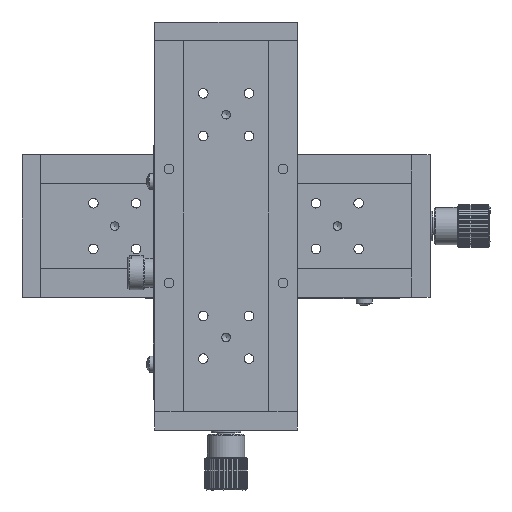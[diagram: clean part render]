
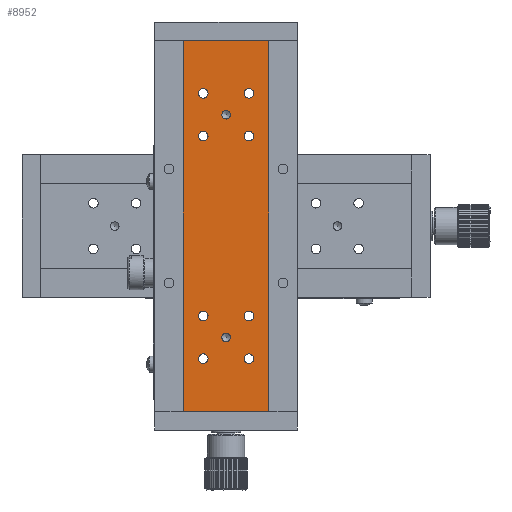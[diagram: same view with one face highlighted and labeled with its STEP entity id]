
A CAD part, front view. The second image highlights one B-rep face of the part: STEP entity #8952.
In plain terms, the highlighted planar face has unit normal (0, -1, 0).
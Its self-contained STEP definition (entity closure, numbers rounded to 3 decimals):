
#194 = AXIS2_PLACEMENT_3D ( 'NONE', #16534, #20816, #58189 ) ;
#894 = VERTEX_POINT ( 'NONE', #61236 ) ;
#2320 = CARTESIAN_POINT ( 'NONE',  ( 56.771, 58.036, -6.732 ) ) ;
#2710 = DIRECTION ( 'NONE',  ( 0., -1., 0. ) ) ;
#3111 = EDGE_LOOP ( 'NONE', ( #10135 ) ) ;
#5192 = CARTESIAN_POINT ( 'NONE',  ( 63.771, 58.036, -40.232 ) ) ;
#5276 = EDGE_LOOP ( 'NONE', ( #13723 ) ) ;
#6370 = CARTESIAN_POINT ( 'NONE',  ( 40.771, 58.036, 57.968 ) ) ;
#6467 = LINE ( 'NONE', #59433, #24513 ) ;
#6799 = EDGE_LOOP ( 'NONE', ( #9345 ) ) ;
#7469 = AXIS2_PLACEMENT_3D ( 'NONE', #69187, #69569, #15409 ) ;
#7752 = ORIENTED_EDGE ( 'NONE', *, *, #29926, .F. ) ;
#8005 = FACE_OUTER_BOUND ( 'NONE', #52628, .T. ) ;
#8952 = ADVANCED_FACE ( 'NONE', ( #8005, #24818, #55134, #38147, #32210, #48831, #56291, #24420, #48452, #42547, #31813 ), #55886, .F. ) ;
#9345 = ORIENTED_EDGE ( 'NONE', *, *, #51501, .F. ) ;
#10135 = ORIENTED_EDGE ( 'NONE', *, *, #11440, .F. ) ;
#10145 = DIRECTION ( 'NONE',  ( 0., -1., 0. ) ) ;
#10758 = DIRECTION ( 'NONE',  ( 0., -1., 0. ) ) ;
#10926 = CARTESIAN_POINT ( 'NONE',  ( 48.771, 58.036, -14.232 ) ) ;
#11158 = DIRECTION ( 'NONE',  ( 0., 0., -1. ) ) ;
#11440 = EDGE_CURVE ( 'NONE', #65632, #65632, #53146, .T. ) ;
#11486 = ORIENTED_EDGE ( 'NONE', *, *, #53048, .F. ) ;
#11531 = CIRCLE ( 'NONE', #44115, 1.7 ) ;
#11558 = DIRECTION ( 'NONE',  ( -1., 0., 0. ) ) ;
#11649 = VERTEX_POINT ( 'NONE', #40681 ) ;
#12197 = VERTEX_POINT ( 'NONE', #31675 ) ;
#13638 = CARTESIAN_POINT ( 'NONE',  ( 48.771, 58.036, -15.732 ) ) ;
#13723 = ORIENTED_EDGE ( 'NONE', *, *, #58519, .F. ) ;
#14597 = ORIENTED_EDGE ( 'NONE', *, *, #14935, .F. ) ;
#14718 = AXIS2_PLACEMENT_3D ( 'NONE', #63160, #33258, #14893 ) ;
#14893 = DIRECTION ( 'NONE',  ( 0., 0., 1. ) ) ;
#14935 = EDGE_CURVE ( 'NONE', #12197, #12197, #50245, .T. ) ;
#14974 = DIRECTION ( 'NONE',  ( 0., 0., 1. ) ) ;
#15409 = DIRECTION ( 'NONE',  ( -1., 0., 0. ) ) ;
#16168 = DIRECTION ( 'NONE',  ( 0., 0., 1. ) ) ;
#16534 = CARTESIAN_POINT ( 'NONE',  ( 40.771, 58.036, -21.732 ) ) ;
#16699 = EDGE_CURVE ( 'NONE', #67808, #63986, #77311, .T. ) ;
#17572 = EDGE_LOOP ( 'NONE', ( #42825 ) ) ;
#17618 = VERTEX_POINT ( 'NONE', #40775 ) ;
#17882 = CIRCLE ( 'NONE', #42938, 1.7 ) ;
#18877 = ORIENTED_EDGE ( 'NONE', *, *, #50951, .F. ) ;
#18987 = DIRECTION ( 'NONE',  ( 0., -1., 0. ) ) ;
#19009 = CARTESIAN_POINT ( 'NONE',  ( 40.771, 58.036, 56.268 ) ) ;
#19507 = VERTEX_POINT ( 'NONE', #13638 ) ;
#19696 = DIRECTION ( 'NONE',  ( 0., -1., 0. ) ) ;
#20251 = VERTEX_POINT ( 'NONE', #37925 ) ;
#20816 = DIRECTION ( 'NONE',  ( 0., -1., 0. ) ) ;
#20821 = DIRECTION ( 'NONE',  ( 0., -1., 0. ) ) ;
#21156 = EDGE_CURVE ( 'NONE', #76610, #63986, #39776, .T. ) ;
#23503 = DIRECTION ( 'NONE',  ( 1., 0., 0. ) ) ;
#23775 = ORIENTED_EDGE ( 'NONE', *, *, #21156, .F. ) ;
#24410 = CARTESIAN_POINT ( 'NONE',  ( 33.771, 58.036, -40.232 ) ) ;
#24420 = FACE_BOUND ( 'NONE', #5276, .T. ) ;
#24499 = CARTESIAN_POINT ( 'NONE',  ( 63.771, 58.036, 89.768 ) ) ;
#24513 = VECTOR ( 'NONE', #11558, 1000. ) ;
#24818 = FACE_BOUND ( 'NONE', #26906, .T. ) ;
#25242 = CARTESIAN_POINT ( 'NONE',  ( 56.771, 58.036, 72.968 ) ) ;
#26906 = EDGE_LOOP ( 'NONE', ( #35181 ) ) ;
#27526 = CIRCLE ( 'NONE', #55223, 1.7 ) ;
#28217 = CARTESIAN_POINT ( 'NONE',  ( 56.771, 58.036, 57.968 ) ) ;
#29692 = EDGE_CURVE ( 'NONE', #76610, #60709, #6467, .T. ) ;
#29926 = EDGE_CURVE ( 'NONE', #20251, #20251, #65969, .T. ) ;
#30531 = ORIENTED_EDGE ( 'NONE', *, *, #29692, .T. ) ;
#30657 = CARTESIAN_POINT ( 'NONE',  ( 40.771, 58.036, -6.732 ) ) ;
#31027 = LINE ( 'NONE', #24410, #35808 ) ;
#31130 = ORIENTED_EDGE ( 'NONE', *, *, #72328, .F. ) ;
#31675 = CARTESIAN_POINT ( 'NONE',  ( 56.771, 58.036, -5.032 ) ) ;
#31813 = FACE_BOUND ( 'NONE', #32741, .T. ) ;
#32210 = FACE_BOUND ( 'NONE', #17572, .T. ) ;
#32741 = EDGE_LOOP ( 'NONE', ( #31130 ) ) ;
#32769 = CARTESIAN_POINT ( 'NONE',  ( 33.771, 58.036, 89.768 ) ) ;
#33258 = DIRECTION ( 'NONE',  ( 0., -1., 0. ) ) ;
#35181 = ORIENTED_EDGE ( 'NONE', *, *, #64326, .F. ) ;
#35309 = DIRECTION ( 'NONE',  ( 0., 0., 1. ) ) ;
#35808 = VECTOR ( 'NONE', #49192, 1000. ) ;
#36120 = VERTEX_POINT ( 'NONE', #6370 ) ;
#36438 = CIRCLE ( 'NONE', #194, 1.7 ) ;
#37592 = EDGE_LOOP ( 'NONE', ( #7752 ) ) ;
#37925 = CARTESIAN_POINT ( 'NONE',  ( 56.771, 58.036, -20.032 ) ) ;
#38147 = FACE_BOUND ( 'NONE', #6799, .T. ) ;
#39009 = CARTESIAN_POINT ( 'NONE',  ( 48.771, 58.036, 63.768 ) ) ;
#39584 = EDGE_LOOP ( 'NONE', ( #14597 ) ) ;
#39776 = LINE ( 'NONE', #46104, #63107 ) ;
#40037 = ORIENTED_EDGE ( 'NONE', *, *, #16699, .T. ) ;
#40681 = CARTESIAN_POINT ( 'NONE',  ( 40.771, 58.036, -5.032 ) ) ;
#40775 = CARTESIAN_POINT ( 'NONE',  ( 40.771, 58.036, -20.032 ) ) ;
#41910 = EDGE_CURVE ( 'NONE', #55188, #55188, #27526, .T. ) ;
#42547 = FACE_BOUND ( 'NONE', #39584, .T. ) ;
#42825 = ORIENTED_EDGE ( 'NONE', *, *, #41910, .F. ) ;
#42938 = AXIS2_PLACEMENT_3D ( 'NONE', #51884, #75798, #16168 ) ;
#43530 = AXIS2_PLACEMENT_3D ( 'NONE', #30657, #18987, #47743 ) ;
#44115 = AXIS2_PLACEMENT_3D ( 'NONE', #19009, #20821, #14974 ) ;
#44856 = VECTOR ( 'NONE', #23503, 1000. ) ;
#46104 = CARTESIAN_POINT ( 'NONE',  ( 63.771, 58.036, -40.232 ) ) ;
#46282 = DIRECTION ( 'NONE',  ( 0., 0., -1. ) ) ;
#46520 = EDGE_LOOP ( 'NONE', ( #18877 ) ) ;
#46542 = AXIS2_PLACEMENT_3D ( 'NONE', #2320, #2710, #61916 ) ;
#47743 = DIRECTION ( 'NONE',  ( 0., 0., 1. ) ) ;
#48298 = CARTESIAN_POINT ( 'NONE',  ( 56.771, 58.036, 71.268 ) ) ;
#48452 = FACE_BOUND ( 'NONE', #37592, .T. ) ;
#48831 = FACE_BOUND ( 'NONE', #3111, .T. ) ;
#49192 = DIRECTION ( 'NONE',  ( 0., 0., 1. ) ) ;
#49903 = EDGE_CURVE ( 'NONE', #36120, #36120, #11531, .T. ) ;
#50245 = CIRCLE ( 'NONE', #46542, 1.7 ) ;
#50951 = EDGE_CURVE ( 'NONE', #894, #894, #75406, .T. ) ;
#51501 = EDGE_CURVE ( 'NONE', #61990, #61990, #17882, .T. ) ;
#51884 = CARTESIAN_POINT ( 'NONE',  ( 40.771, 58.036, 71.268 ) ) ;
#52628 = EDGE_LOOP ( 'NONE', ( #11486, #40037, #23775, #30531 ) ) ;
#53048 = EDGE_CURVE ( 'NONE', #67808, #60709, #31027, .T. ) ;
#53146 = CIRCLE ( 'NONE', #14718, 1.7 ) ;
#55134 = FACE_BOUND ( 'NONE', #46520, .T. ) ;
#55188 = VERTEX_POINT ( 'NONE', #25242 ) ;
#55223 = AXIS2_PLACEMENT_3D ( 'NONE', #48298, #65616, #35309 ) ;
#55266 = CARTESIAN_POINT ( 'NONE',  ( 33.771, 58.036, -40.232 ) ) ;
#55886 = PLANE ( 'NONE',  #7469 ) ;
#56291 = FACE_BOUND ( 'NONE', #66213, .T. ) ;
#58189 = DIRECTION ( 'NONE',  ( 0., 0., 1. ) ) ;
#58352 = AXIS2_PLACEMENT_3D ( 'NONE', #10926, #10145, #46282 ) ;
#58519 = EDGE_CURVE ( 'NONE', #17618, #17618, #36438, .T. ) ;
#59433 = CARTESIAN_POINT ( 'NONE',  ( 23.771, 58.036, 89.768 ) ) ;
#60709 = VERTEX_POINT ( 'NONE', #32769 ) ;
#61046 = CIRCLE ( 'NONE', #43530, 1.7 ) ;
#61236 = CARTESIAN_POINT ( 'NONE',  ( 48.771, 58.036, 62.268 ) ) ;
#61327 = CARTESIAN_POINT ( 'NONE',  ( 56.771, 58.036, -21.732 ) ) ;
#61916 = DIRECTION ( 'NONE',  ( 0., 0., 1. ) ) ;
#61990 = VERTEX_POINT ( 'NONE', #67125 ) ;
#63107 = VECTOR ( 'NONE', #11158, 1000. ) ;
#63160 = CARTESIAN_POINT ( 'NONE',  ( 56.771, 58.036, 56.268 ) ) ;
#63986 = VERTEX_POINT ( 'NONE', #5192 ) ;
#64326 = EDGE_CURVE ( 'NONE', #19507, #19507, #77248, .T. ) ;
#65206 = CARTESIAN_POINT ( 'NONE',  ( 23.771, 58.036, -40.232 ) ) ;
#65616 = DIRECTION ( 'NONE',  ( 0., -1., 0. ) ) ;
#65632 = VERTEX_POINT ( 'NONE', #28217 ) ;
#65969 = CIRCLE ( 'NONE', #72205, 1.7 ) ;
#66213 = EDGE_LOOP ( 'NONE', ( #69783 ) ) ;
#67125 = CARTESIAN_POINT ( 'NONE',  ( 40.771, 58.036, 72.968 ) ) ;
#67598 = DIRECTION ( 'NONE',  ( 0., 0., 1. ) ) ;
#67808 = VERTEX_POINT ( 'NONE', #55266 ) ;
#69187 = CARTESIAN_POINT ( 'NONE',  ( 33.771, 58.036, -40.232 ) ) ;
#69569 = DIRECTION ( 'NONE',  ( 0., 1., 0. ) ) ;
#69783 = ORIENTED_EDGE ( 'NONE', *, *, #49903, .F. ) ;
#70416 = DIRECTION ( 'NONE',  ( 0., 0., -1. ) ) ;
#72205 = AXIS2_PLACEMENT_3D ( 'NONE', #61327, #19696, #67598 ) ;
#72328 = EDGE_CURVE ( 'NONE', #11649, #11649, #61046, .T. ) ;
#74149 = AXIS2_PLACEMENT_3D ( 'NONE', #39009, #10758, #70416 ) ;
#75406 = CIRCLE ( 'NONE', #74149, 1.5 ) ;
#75798 = DIRECTION ( 'NONE',  ( 0., -1., 0. ) ) ;
#76610 = VERTEX_POINT ( 'NONE', #24499 ) ;
#77248 = CIRCLE ( 'NONE', #58352, 1.5 ) ;
#77311 = LINE ( 'NONE', #65206, #44856 ) ;
